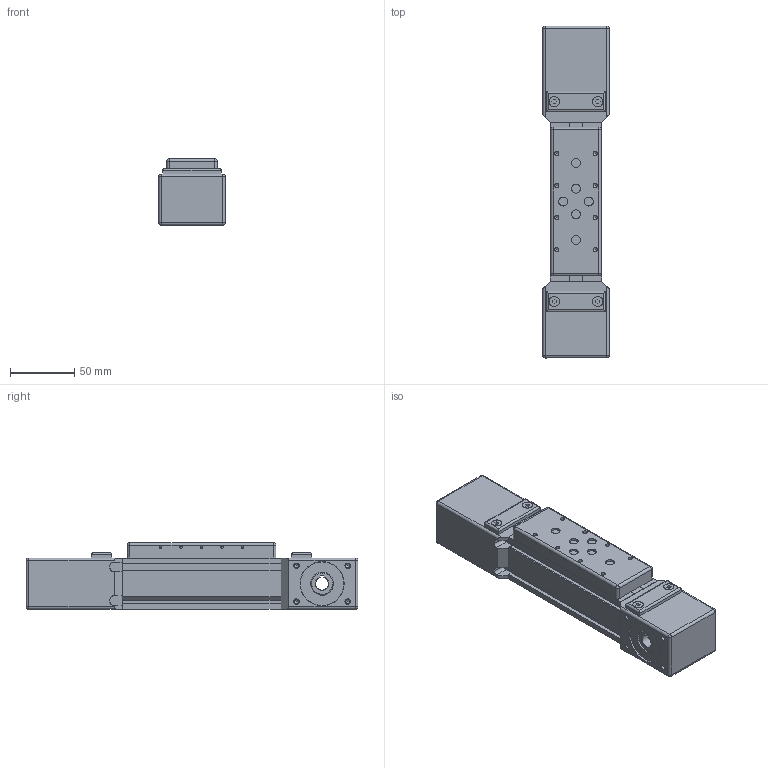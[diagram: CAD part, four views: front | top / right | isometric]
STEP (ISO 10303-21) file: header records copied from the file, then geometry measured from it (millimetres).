
FILE_DESCRIPTION((''),'2;1');
FILE_NAME('MTJ MRJ 40 TIP 0 ASM.stp','2011-05-23T10:44:33',('Matej'),(''),'Autodesk Inventor 2011','Autodesk Inventor 2011','');
FILE_SCHEMA(('AUTOMOTIVE_DESIGN { 1 0 10303 214 1 1 1 1 }'));
Length unit declared in the file: millimetre
Products named in the file (6): MTJ MRJ 40 TIP 0 ASM; MTJ MRJ 40 TIP 0; PROFIL MTJ IN MRJ 40; NAPENJALNI DEL MTJ IN MRJ 40; POGONSKI DEL MTJ IN MRJ 40 TIP 0; VOZIČEK MTJ IN MRJ 40
Assembly tree (5 placements, depth 3):
  MTJ MRJ 40 TIP 0 ASM
    MTJ MRJ 40 TIP 0
      PROFIL MTJ IN MRJ 40
      NAPENJALNI DEL MTJ IN MRJ 40
      POGONSKI DEL MTJ IN MRJ 40 TIP 0
      VOZIČEK MTJ IN MRJ 40
Bounding box: 52 x 259 x 52 mm (x, y, z)
Volume: 492121.2 mm3; surface area: 98045.1 mm2
Topology: 4 solids, 9 shells, 527 faces, 1293 edges, 796 vertices
Faces by surface type: plane 297, cylinder 158, cone 58, sphere 12, torus 2
Full cylindrical faces by diameter (mm): 2.013 x10, 3.242 x18, 7 x6, 8 x4, 10 x6, 17 x2, 18 x2, 20.88 x1, 24.95 x2, 34 x2
Entity records: 14931 total; most frequent: DIRECTION 2618, CARTESIAN_POINT 2432, ORIENTED_EDGE 2260, EDGE_CURVE 1130, AXIS2_PLACEMENT_3D 954, VERTEX_POINT 756, VECTOR 710, LINE 710
